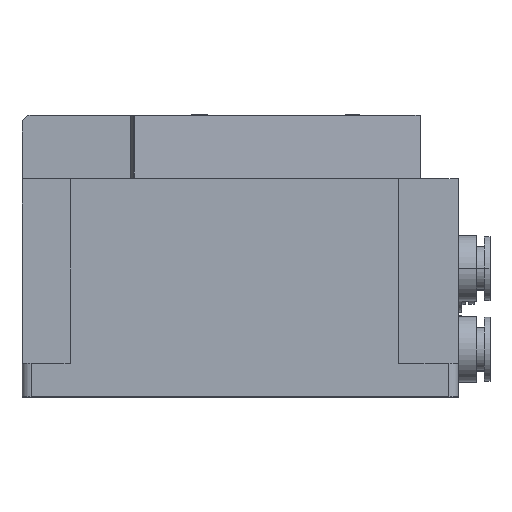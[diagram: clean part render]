
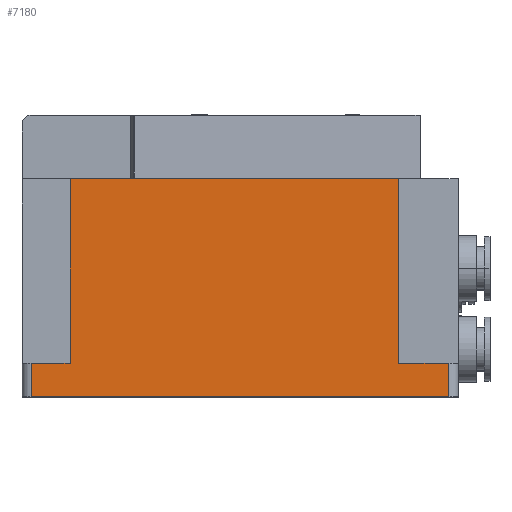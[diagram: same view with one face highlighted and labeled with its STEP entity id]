
A CAD part, top view. The second image highlights one B-rep face of the part: STEP entity #7180.
In plain terms, the highlighted planar face has unit normal (0, 0, 1).
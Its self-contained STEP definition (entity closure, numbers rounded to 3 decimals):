
#11 = ORIENTED_EDGE ( 'NONE', *, *, #970, .T. ) ;
#307 = EDGE_CURVE ( 'NONE', #1489, #5861, #6022, .T. ) ;
#340 = LINE ( 'NONE', #5357, #6005 ) ;
#409 = ORIENTED_EDGE ( 'NONE', *, *, #3861, .F. ) ;
#438 = CARTESIAN_POINT ( 'NONE',  ( -15.5, 56.6, 0. ) ) ;
#579 = VERTEX_POINT ( 'NONE', #5633 ) ;
#581 = VECTOR ( 'NONE', #1009, 1000. ) ;
#612 = VECTOR ( 'NONE', #3578, 1000. ) ;
#818 = VERTEX_POINT ( 'NONE', #438 ) ;
#918 = LINE ( 'NONE', #2042, #5726 ) ;
#970 = EDGE_CURVE ( 'NONE', #5692, #579, #7649, .T. ) ;
#996 = DIRECTION ( 'NONE',  ( 0., 1., 0. ) ) ;
#1009 = DIRECTION ( 'NONE',  ( 0., 1., 0. ) ) ;
#1489 = VERTEX_POINT ( 'NONE', #4589 ) ;
#1640 = EDGE_CURVE ( 'NONE', #5861, #818, #340, .T. ) ;
#1687 = VERTEX_POINT ( 'NONE', #5402 ) ;
#1775 = DIRECTION ( 'NONE',  ( 1., 0., 0. ) ) ;
#1792 = AXIS2_PLACEMENT_3D ( 'NONE', #7475, #2168, #6336 ) ;
#1906 = VERTEX_POINT ( 'NONE', #4413 ) ;
#2039 = DIRECTION ( 'NONE',  ( 1., 0., 0. ) ) ;
#2042 = CARTESIAN_POINT ( 'NONE',  ( -2.5, 56.6, 0. ) ) ;
#2168 = DIRECTION ( 'NONE',  ( 0., 0., -1. ) ) ;
#2415 = ORIENTED_EDGE ( 'NONE', *, *, #4067, .T. ) ;
#2417 = LINE ( 'NONE', #4027, #581 ) ;
#2476 = VECTOR ( 'NONE', #7221, 1000. ) ;
#2497 = CARTESIAN_POINT ( 'NONE',  ( -100.9, 56.6, 0. ) ) ;
#2512 = ORIENTED_EDGE ( 'NONE', *, *, #5257, .F. ) ;
#2524 = ORIENTED_EDGE ( 'NONE', *, *, #307, .F. ) ;
#2830 = ORIENTED_EDGE ( 'NONE', *, *, #4660, .F. ) ;
#2982 = CARTESIAN_POINT ( 'NONE',  ( -110.9, 8.7, 0. ) ) ;
#3578 = DIRECTION ( 'NONE',  ( 1., 0., 0. ) ) ;
#3618 = EDGE_CURVE ( 'NONE', #7275, #1489, #7361, .T. ) ;
#3861 = EDGE_CURVE ( 'NONE', #1906, #579, #918, .T. ) ;
#3932 = CARTESIAN_POINT ( 'NONE',  ( -110.9, 0., 0. ) ) ;
#3968 = CARTESIAN_POINT ( 'NONE',  ( -110.9, 0., 0. ) ) ;
#4027 = CARTESIAN_POINT ( 'NONE',  ( -110.9, 56.6, 0. ) ) ;
#4067 = EDGE_CURVE ( 'NONE', #1687, #818, #4420, .T. ) ;
#4413 = CARTESIAN_POINT ( 'NONE',  ( -2.5, 8.7, 0. ) ) ;
#4420 = LINE ( 'NONE', #4616, #7549 ) ;
#4517 = VECTOR ( 'NONE', #7486, 1000. ) ;
#4589 = CARTESIAN_POINT ( 'NONE',  ( -100.9, 8.7, 0. ) ) ;
#4616 = CARTESIAN_POINT ( 'NONE',  ( -15.5, 8.7, 0. ) ) ;
#4660 = EDGE_CURVE ( 'NONE', #1687, #1906, #5433, .T. ) ;
#5255 = CARTESIAN_POINT ( 'NONE',  ( -110.9, 8.7, 0. ) ) ;
#5257 = EDGE_CURVE ( 'NONE', #5692, #7275, #2417, .T. ) ;
#5357 = CARTESIAN_POINT ( 'NONE',  ( -110.9, 56.6, 0. ) ) ;
#5402 = CARTESIAN_POINT ( 'NONE',  ( -15.5, 8.7, 0. ) ) ;
#5433 = LINE ( 'NONE', #2982, #612 ) ;
#5620 = DIRECTION ( 'NONE',  ( 0., -1., 0. ) ) ;
#5633 = CARTESIAN_POINT ( 'NONE',  ( -2.5, 0., 0. ) ) ;
#5692 = VERTEX_POINT ( 'NONE', #3968 ) ;
#5726 = VECTOR ( 'NONE', #5620, 1000. ) ;
#5748 = PLANE ( 'NONE',  #1792 ) ;
#5861 = VERTEX_POINT ( 'NONE', #5916 ) ;
#5916 = CARTESIAN_POINT ( 'NONE',  ( -100.9, 56.6, 0. ) ) ;
#5933 = ORIENTED_EDGE ( 'NONE', *, *, #1640, .F. ) ;
#6005 = VECTOR ( 'NONE', #1775, 1000. ) ;
#6013 = VECTOR ( 'NONE', #2039, 1000. ) ;
#6022 = LINE ( 'NONE', #2497, #2476 ) ;
#6112 = FACE_OUTER_BOUND ( 'NONE', #7496, .T. ) ;
#6142 = ORIENTED_EDGE ( 'NONE', *, *, #3618, .F. ) ;
#6211 = CARTESIAN_POINT ( 'NONE',  ( -110.9, 8.7, 0. ) ) ;
#6336 = DIRECTION ( 'NONE',  ( -1., 0., 0. ) ) ;
#7180 = ADVANCED_FACE ( 'NONE', ( #6112 ), #5748, .F. ) ;
#7221 = DIRECTION ( 'NONE',  ( 0., 1., 0. ) ) ;
#7275 = VERTEX_POINT ( 'NONE', #5255 ) ;
#7361 = LINE ( 'NONE', #6211, #6013 ) ;
#7475 = CARTESIAN_POINT ( 'NONE',  ( -110.9, 56.6, 0. ) ) ;
#7486 = DIRECTION ( 'NONE',  ( 1., 0., 0. ) ) ;
#7496 = EDGE_LOOP ( 'NONE', ( #6142, #2512, #11, #409, #2830, #2415, #5933, #2524 ) ) ;
#7549 = VECTOR ( 'NONE', #996, 1000. ) ;
#7649 = LINE ( 'NONE', #3932, #4517 ) ;
